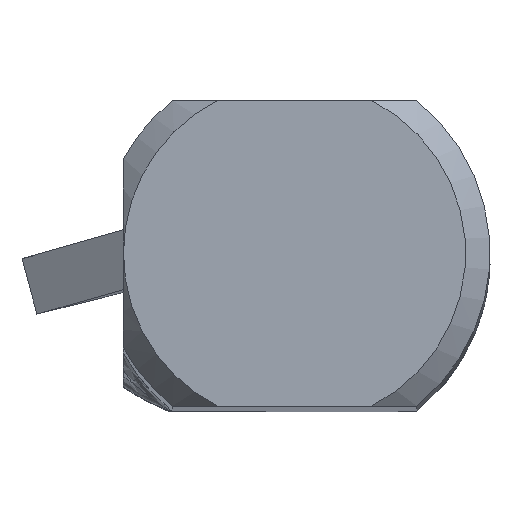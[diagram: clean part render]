
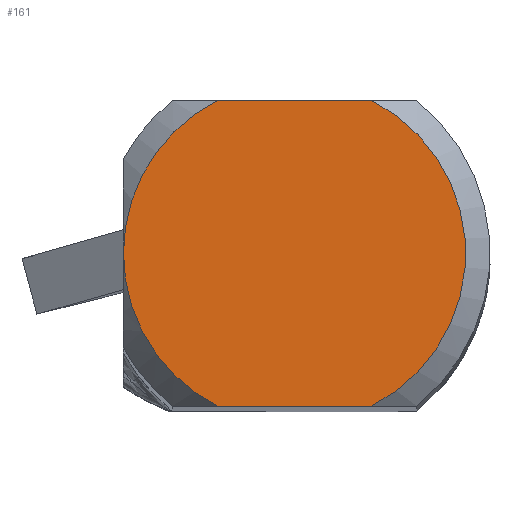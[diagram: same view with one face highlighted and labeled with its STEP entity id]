
A CAD part, top view. The second image highlights one B-rep face of the part: STEP entity #161.
In plain terms, the highlighted planar face has unit normal (0, 0, 1).
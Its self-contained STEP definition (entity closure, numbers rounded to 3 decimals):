
#120=FACE_OUTER_BOUND('',#359,.T.);
#161=ADVANCED_FACE('',(#120),#187,.T.);
#187=PLANE('',#826);
#236=LINE('',#1286,#296);
#244=LINE('',#1322,#304);
#296=VECTOR('',#931,1.);
#304=VECTOR('',#955,1.);
#359=EDGE_LOOP('',(#527,#528,#529,#530,#531));
#527=ORIENTED_EDGE('',*,*,#709,.F.);
#528=ORIENTED_EDGE('',*,*,#747,.T.);
#529=ORIENTED_EDGE('',*,*,#724,.T.);
#530=ORIENTED_EDGE('',*,*,#745,.T.);
#531=ORIENTED_EDGE('',*,*,#746,.T.);
#625=VERTEX_POINT('',#1285);
#626=VERTEX_POINT('',#1287);
#637=VERTEX_POINT('',#1321);
#638=VERTEX_POINT('',#1323);
#642=VERTEX_POINT('',#1342);
#709=EDGE_CURVE('',#625,#626,#236,.T.);
#724=EDGE_CURVE('',#638,#637,#244,.T.);
#745=EDGE_CURVE('',#637,#642,#769,.T.);
#746=EDGE_CURVE('',#642,#626,#770,.T.);
#747=EDGE_CURVE('',#625,#638,#771,.T.);
#769=CIRCLE('',#820,14.);
#770=CIRCLE('',#822,14.);
#771=CIRCLE('',#824,14.);
#820=AXIS2_PLACEMENT_3D('',#1371,#990,#991);
#822=AXIS2_PLACEMENT_3D('',#1373,#994,#995);
#824=AXIS2_PLACEMENT_3D('',#1375,#998,#999);
#826=AXIS2_PLACEMENT_3D('',#1377,#1002,#1003);
#931=DIRECTION('',(-1.,0.,0.));
#955=DIRECTION('',(-1.,0.,0.));
#990=DIRECTION('',(0.,0.,1.));
#991=DIRECTION('',(1.,0.,0.));
#994=DIRECTION('',(0.,0.,1.));
#995=DIRECTION('',(1.,0.,0.));
#998=DIRECTION('',(0.,0.,1.));
#999=DIRECTION('',(1.,0.,0.));
#1002=DIRECTION('',(0.,0.,1.));
#1003=DIRECTION('',(1.,0.,0.));
#1285=CARTESIAN_POINT('',(6.305,-12.5,0.));
#1286=CARTESIAN_POINT('',(0.,-12.5,0.));
#1287=CARTESIAN_POINT('',(-6.305,-12.5,0.));
#1321=CARTESIAN_POINT('',(-6.305,12.5,0.));
#1322=CARTESIAN_POINT('',(0.,12.5,0.));
#1323=CARTESIAN_POINT('',(6.305,12.5,0.));
#1342=CARTESIAN_POINT('',(-14.,0.,0.));
#1371=CARTESIAN_POINT('',(0.,0.,0.));
#1373=CARTESIAN_POINT('',(0.,0.,0.));
#1375=CARTESIAN_POINT('',(0.,0.,0.));
#1377=CARTESIAN_POINT('',(0.,0.,0.));
